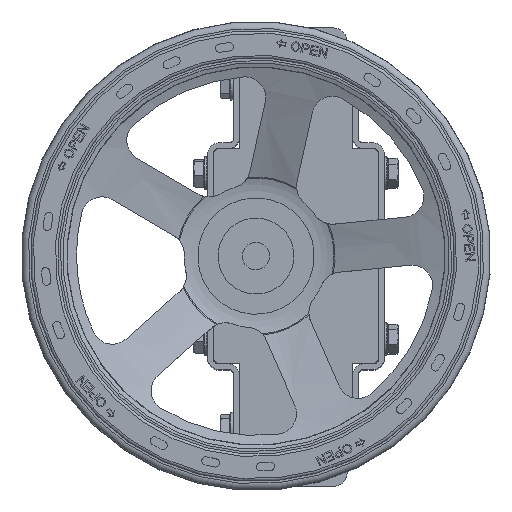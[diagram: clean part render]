
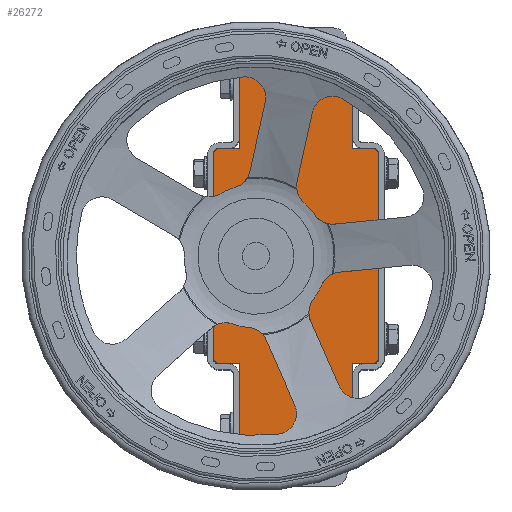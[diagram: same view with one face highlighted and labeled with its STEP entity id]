
A CAD part, top view. The second image highlights one B-rep face of the part: STEP entity #26272.
In plain terms, the highlighted planar face has unit normal (0, 0, 1).
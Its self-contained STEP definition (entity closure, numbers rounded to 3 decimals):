
#1400=FACE_BOUND('',#4202,.T.);
#1729=PLANE('',#28188);
#2627=FACE_OUTER_BOUND('',#4201,.T.);
#4201=EDGE_LOOP('',(#19045,#19046,#19047,#19048,#19049,#19050,#19051,#19052,
#19053,#19054,#19055,#19056,#19057,#19058,#19059,#19060));
#4202=EDGE_LOOP('',(#19061));
#6038=LINE('',#39566,#8324);
#6041=LINE('',#39571,#8327);
#6043=LINE('',#39575,#8329);
#6045=LINE('',#39579,#8331);
#6047=LINE('',#39583,#8333);
#6049=LINE('',#39587,#8335);
#6051=LINE('',#39591,#8337);
#6053=LINE('',#39595,#8339);
#6055=LINE('',#39599,#8341);
#6057=LINE('',#39603,#8343);
#6059=LINE('',#39607,#8345);
#6061=LINE('',#39611,#8347);
#6063=LINE('',#39615,#8349);
#6065=LINE('',#39619,#8351);
#6067=LINE('',#39623,#8353);
#6069=LINE('',#39626,#8355);
#8324=VECTOR('',#31293,10.);
#8327=VECTOR('',#31298,10.);
#8329=VECTOR('',#31302,10.);
#8331=VECTOR('',#31306,10.);
#8333=VECTOR('',#31310,10.);
#8335=VECTOR('',#31314,10.);
#8337=VECTOR('',#31318,10.);
#8339=VECTOR('',#31322,10.);
#8341=VECTOR('',#31326,10.);
#8343=VECTOR('',#31330,10.);
#8345=VECTOR('',#31334,10.);
#8347=VECTOR('',#31338,10.);
#8349=VECTOR('',#31342,10.);
#8351=VECTOR('',#31346,10.);
#8353=VECTOR('',#31350,10.);
#8355=VECTOR('',#31354,10.);
#10379=CIRCLE('',#28164,10.5);
#11599=VERTEX_POINT('',#39515);
#11620=VERTEX_POINT('',#39564);
#11621=VERTEX_POINT('',#39565);
#11622=VERTEX_POINT('',#39570);
#11623=VERTEX_POINT('',#39574);
#11624=VERTEX_POINT('',#39578);
#11625=VERTEX_POINT('',#39582);
#11626=VERTEX_POINT('',#39586);
#11627=VERTEX_POINT('',#39590);
#11628=VERTEX_POINT('',#39594);
#11629=VERTEX_POINT('',#39598);
#11630=VERTEX_POINT('',#39602);
#11631=VERTEX_POINT('',#39606);
#11632=VERTEX_POINT('',#39610);
#11633=VERTEX_POINT('',#39614);
#11634=VERTEX_POINT('',#39618);
#11635=VERTEX_POINT('',#39622);
#14399=EDGE_CURVE('',#11599,#11599,#10379,.T.);
#14423=EDGE_CURVE('',#11620,#11621,#6038,.T.);
#14426=EDGE_CURVE('',#11621,#11622,#6041,.T.);
#14428=EDGE_CURVE('',#11622,#11623,#6043,.T.);
#14430=EDGE_CURVE('',#11623,#11624,#6045,.T.);
#14432=EDGE_CURVE('',#11624,#11625,#6047,.T.);
#14434=EDGE_CURVE('',#11625,#11626,#6049,.T.);
#14436=EDGE_CURVE('',#11626,#11627,#6051,.T.);
#14438=EDGE_CURVE('',#11627,#11628,#6053,.T.);
#14440=EDGE_CURVE('',#11628,#11629,#6055,.T.);
#14442=EDGE_CURVE('',#11629,#11630,#6057,.T.);
#14444=EDGE_CURVE('',#11630,#11631,#6059,.T.);
#14446=EDGE_CURVE('',#11631,#11632,#6061,.T.);
#14448=EDGE_CURVE('',#11632,#11633,#6063,.T.);
#14450=EDGE_CURVE('',#11633,#11634,#6065,.T.);
#14452=EDGE_CURVE('',#11634,#11635,#6067,.T.);
#14454=EDGE_CURVE('',#11635,#11620,#6069,.T.);
#19045=ORIENTED_EDGE('',*,*,#14423,.F.);
#19046=ORIENTED_EDGE('',*,*,#14454,.F.);
#19047=ORIENTED_EDGE('',*,*,#14452,.F.);
#19048=ORIENTED_EDGE('',*,*,#14450,.F.);
#19049=ORIENTED_EDGE('',*,*,#14448,.F.);
#19050=ORIENTED_EDGE('',*,*,#14446,.F.);
#19051=ORIENTED_EDGE('',*,*,#14444,.F.);
#19052=ORIENTED_EDGE('',*,*,#14442,.F.);
#19053=ORIENTED_EDGE('',*,*,#14440,.F.);
#19054=ORIENTED_EDGE('',*,*,#14438,.F.);
#19055=ORIENTED_EDGE('',*,*,#14436,.F.);
#19056=ORIENTED_EDGE('',*,*,#14434,.F.);
#19057=ORIENTED_EDGE('',*,*,#14432,.F.);
#19058=ORIENTED_EDGE('',*,*,#14430,.F.);
#19059=ORIENTED_EDGE('',*,*,#14428,.F.);
#19060=ORIENTED_EDGE('',*,*,#14426,.F.);
#19061=ORIENTED_EDGE('',*,*,#14399,.T.);
#26272=ADVANCED_FACE('',(#2627,#1400),#1729,.T.);
#28164=AXIS2_PLACEMENT_3D('',#39516,#31256,#31257);
#28188=AXIS2_PLACEMENT_3D('',#39627,#31355,#31356);
#31256=DIRECTION('center_axis',(0.,0.,-1.));
#31257=DIRECTION('ref_axis',(-1.,0.,0.));
#31293=DIRECTION('',(-0.707,-0.707,0.));
#31298=DIRECTION('',(-1.,0.,0.));
#31302=DIRECTION('',(-0.707,0.707,0.));
#31306=DIRECTION('',(0.,1.,0.));
#31310=DIRECTION('',(-1.,0.,0.));
#31314=DIRECTION('',(0.,1.,0.));
#31318=DIRECTION('',(1.,0.,0.));
#31322=DIRECTION('',(0.,1.,0.));
#31326=DIRECTION('',(0.707,0.707,0.));
#31330=DIRECTION('',(1.,0.,0.));
#31334=DIRECTION('',(0.707,-0.707,0.));
#31338=DIRECTION('',(0.,-1.,0.));
#31342=DIRECTION('',(1.,0.,0.));
#31346=DIRECTION('',(0.,-1.,0.));
#31350=DIRECTION('',(-1.,0.,0.));
#31354=DIRECTION('',(0.,-1.,0.));
#31355=DIRECTION('center_axis',(0.,0.,1.));
#31356=DIRECTION('ref_axis',(1.,0.,0.));
#39515=CARTESIAN_POINT('',(10.5,29.,12.5));
#39516=CARTESIAN_POINT('Origin',(0.,29.,12.5));
#39564=CARTESIAN_POINT('',(78.,-57.,12.5));
#39565=CARTESIAN_POINT('',(75.,-60.,12.5));
#39566=CARTESIAN_POINT('',(78.,-57.,12.5));
#39570=CARTESIAN_POINT('',(-75.,-60.,12.5));
#39571=CARTESIAN_POINT('',(75.,-60.,12.5));
#39574=CARTESIAN_POINT('',(-78.,-57.,12.5));
#39575=CARTESIAN_POINT('',(-75.,-60.,12.5));
#39578=CARTESIAN_POINT('',(-78.,-41.,12.5));
#39579=CARTESIAN_POINT('',(-78.,-57.,12.5));
#39582=CARTESIAN_POINT('',(-149.,-41.,12.5));
#39583=CARTESIAN_POINT('',(-78.,-41.,12.5));
#39586=CARTESIAN_POINT('',(-149.,41.,12.5));
#39587=CARTESIAN_POINT('',(-149.,-41.,12.5));
#39590=CARTESIAN_POINT('',(-78.,41.,12.5));
#39591=CARTESIAN_POINT('',(-149.,41.,12.5));
#39594=CARTESIAN_POINT('',(-78.,57.,12.5));
#39595=CARTESIAN_POINT('',(-78.,41.,12.5));
#39598=CARTESIAN_POINT('',(-75.,60.,12.5));
#39599=CARTESIAN_POINT('',(-78.,57.,12.5));
#39602=CARTESIAN_POINT('',(75.,60.,12.5));
#39603=CARTESIAN_POINT('',(-75.,60.,12.5));
#39606=CARTESIAN_POINT('',(78.,57.,12.5));
#39607=CARTESIAN_POINT('',(75.,60.,12.5));
#39610=CARTESIAN_POINT('',(78.,41.,12.5));
#39611=CARTESIAN_POINT('',(78.,57.,12.5));
#39614=CARTESIAN_POINT('',(149.,41.,12.5));
#39615=CARTESIAN_POINT('',(78.,41.,12.5));
#39618=CARTESIAN_POINT('',(149.,-41.,12.5));
#39619=CARTESIAN_POINT('',(149.,41.,12.5));
#39622=CARTESIAN_POINT('',(78.,-41.,12.5));
#39623=CARTESIAN_POINT('',(149.,-41.,12.5));
#39626=CARTESIAN_POINT('',(78.,-41.,12.5));
#39627=CARTESIAN_POINT('Origin',(0.,0.,
12.5));
